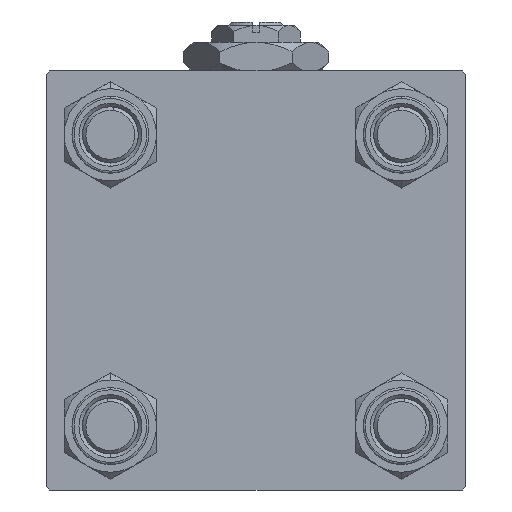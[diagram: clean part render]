
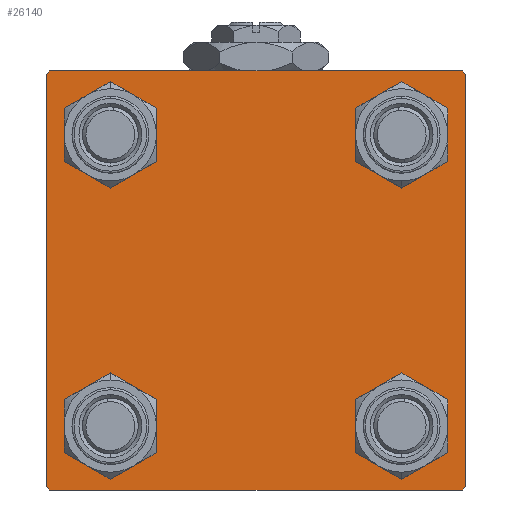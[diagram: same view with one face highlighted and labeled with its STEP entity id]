
A CAD part, left-side view. The second image highlights one B-rep face of the part: STEP entity #26140.
In plain terms, the highlighted planar face has unit normal (-1, 0, 0).
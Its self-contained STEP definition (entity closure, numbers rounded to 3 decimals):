
#712 = CIRCLE ( 'NONE', #30054, 4.5 ) ;
#1701 = CARTESIAN_POINT ( 'NONE',  ( 0., 30., 30. ) ) ;
#2136 = CIRCLE ( 'NONE', #46619, 4.5 ) ;
#2259 = CARTESIAN_POINT ( 'NONE',  ( 0., 29.5, -30. ) ) ;
#2301 = DIRECTION ( 'NONE',  ( 0., -1., 0. ) ) ;
#2345 = FACE_BOUND ( 'NONE', #12157, .T. ) ;
#3019 = EDGE_CURVE ( 'NONE', #33283, #9541, #34169, .T. ) ;
#3466 = EDGE_LOOP ( 'NONE', ( #14456, #12440 ) ) ;
#3704 = DIRECTION ( 'NONE',  ( 0., 0., 1. ) ) ;
#3811 = CARTESIAN_POINT ( 'NONE',  ( 0., -29.75, -29.75 ) ) ;
#4100 = ORIENTED_EDGE ( 'NONE', *, *, #29311, .T. ) ;
#4282 = VECTOR ( 'NONE', #35686, 1000. ) ;
#4646 = CIRCLE ( 'NONE', #9665, 4.5 ) ;
#4713 = ORIENTED_EDGE ( 'NONE', *, *, #26029, .T. ) ;
#4775 = ORIENTED_EDGE ( 'NONE', *, *, #26387, .T. ) ;
#5368 = ORIENTED_EDGE ( 'NONE', *, *, #43908, .F. ) ;
#5387 = LINE ( 'NONE', #1701, #28224 ) ;
#5511 = FACE_BOUND ( 'NONE', #6096, .T. ) ;
#5703 = LINE ( 'NONE', #17773, #43619 ) ;
#6045 = CARTESIAN_POINT ( 'NONE',  ( 0., -20.85, 25.35 ) ) ;
#6096 = EDGE_LOOP ( 'NONE', ( #24481, #11042 ) ) ;
#6236 = ORIENTED_EDGE ( 'NONE', *, *, #35976, .T. ) ;
#6811 = EDGE_CURVE ( 'NONE', #16721, #22334, #2136, .T. ) ;
#6814 = ORIENTED_EDGE ( 'NONE', *, *, #29021, .T. ) ;
#6969 = DIRECTION ( 'NONE',  ( 0., -0.707, 0.707 ) ) ;
#7217 = DIRECTION ( 'NONE',  ( 1., 0., 0. ) ) ;
#7624 = AXIS2_PLACEMENT_3D ( 'NONE', #12635, #28136, #28660 ) ;
#7844 = DIRECTION ( 'NONE',  ( 1., 0., 0. ) ) ;
#8525 = DIRECTION ( 'NONE',  ( 0., 0., 1. ) ) ;
#8530 = EDGE_CURVE ( 'NONE', #16240, #14589, #5387, .T. ) ;
#8566 = VECTOR ( 'NONE', #9611, 1000. ) ;
#8858 = VERTEX_POINT ( 'NONE', #15010 ) ;
#8892 = CARTESIAN_POINT ( 'NONE',  ( 0., 29.75, -29.75 ) ) ;
#9541 = VERTEX_POINT ( 'NONE', #39313 ) ;
#9611 = DIRECTION ( 'NONE',  ( 0., 0.707, -0.707 ) ) ;
#9665 = AXIS2_PLACEMENT_3D ( 'NONE', #43640, #51534, #3704 ) ;
#9973 = EDGE_CURVE ( 'NONE', #15800, #31324, #21548, .T. ) ;
#9977 = FACE_BOUND ( 'NONE', #3466, .T. ) ;
#10066 = CARTESIAN_POINT ( 'NONE',  ( 0., 20.85, 25.35 ) ) ;
#10401 = CARTESIAN_POINT ( 'NONE',  ( 0., -20.85, -20.85 ) ) ;
#10947 = AXIS2_PLACEMENT_3D ( 'NONE', #33856, #17845, #49901 ) ;
#11042 = ORIENTED_EDGE ( 'NONE', *, *, #51997, .T. ) ;
#11069 = EDGE_LOOP ( 'NONE', ( #48223, #4775, #6814, #17351, #5368, #13983, #35167, #4100 ) ) ;
#11944 = EDGE_CURVE ( 'NONE', #9541, #33283, #28220, .T. ) ;
#12157 = EDGE_LOOP ( 'NONE', ( #4713, #23389 ) ) ;
#12440 = ORIENTED_EDGE ( 'NONE', *, *, #3019, .T. ) ;
#12566 = CARTESIAN_POINT ( 'NONE',  ( 0., -20.85, 20.85 ) ) ;
#12635 = CARTESIAN_POINT ( 'NONE',  ( 0., 20.85, 20.85 ) ) ;
#12639 = DIRECTION ( 'NONE',  ( 0., 0., 1. ) ) ;
#13449 = CARTESIAN_POINT ( 'NONE',  ( 0., -30., 29.5 ) ) ;
#13646 = FACE_OUTER_BOUND ( 'NONE', #11069, .T. ) ;
#13675 = CIRCLE ( 'NONE', #19533, 4.5 ) ;
#13983 = ORIENTED_EDGE ( 'NONE', *, *, #24498, .T. ) ;
#14456 = ORIENTED_EDGE ( 'NONE', *, *, #11944, .T. ) ;
#14589 = VERTEX_POINT ( 'NONE', #39879 ) ;
#14925 = DIRECTION ( 'NONE',  ( 1., 0., 0. ) ) ;
#15010 = CARTESIAN_POINT ( 'NONE',  ( 0., -29.5, -30. ) ) ;
#15800 = VERTEX_POINT ( 'NONE', #48882 ) ;
#16240 = VERTEX_POINT ( 'NONE', #31179 ) ;
#16420 = AXIS2_PLACEMENT_3D ( 'NONE', #51541, #32080, #12639 ) ;
#16721 = VERTEX_POINT ( 'NONE', #6045 ) ;
#17351 = ORIENTED_EDGE ( 'NONE', *, *, #49025, .T. ) ;
#17773 = CARTESIAN_POINT ( 'NONE',  ( 0., -29.75, 29.75 ) ) ;
#17845 = DIRECTION ( 'NONE',  ( -1., 0., 0. ) ) ;
#17856 = DIRECTION ( 'NONE',  ( 0., 0., -1. ) ) ;
#18422 = DIRECTION ( 'NONE',  ( 0., 0., -1. ) ) ;
#18771 = DIRECTION ( 'NONE',  ( 0., 0., 1. ) ) ;
#19126 = DIRECTION ( 'NONE',  ( 0., 0., 1. ) ) ;
#19390 = CARTESIAN_POINT ( 'NONE',  ( 0., 20.85, -25.35 ) ) ;
#19533 = AXIS2_PLACEMENT_3D ( 'NONE', #50405, #14925, #19126 ) ;
#20082 = VERTEX_POINT ( 'NONE', #13449 ) ;
#21548 = LINE ( 'NONE', #48888, #41539 ) ;
#21725 = DIRECTION ( 'NONE',  ( 0., 0.707, 0.707 ) ) ;
#22334 = VERTEX_POINT ( 'NONE', #32847 ) ;
#23389 = ORIENTED_EDGE ( 'NONE', *, *, #44839, .T. ) ;
#23485 = DIRECTION ( 'NONE',  ( 0., -1., 0. ) ) ;
#24481 = ORIENTED_EDGE ( 'NONE', *, *, #6811, .T. ) ;
#24498 = EDGE_CURVE ( 'NONE', #20082, #14589, #5703, .T. ) ;
#25615 = CARTESIAN_POINT ( 'NONE',  ( 0., 29.75, 29.75 ) ) ;
#25631 = DIRECTION ( 'NONE',  ( 0., 0., 1. ) ) ;
#25810 = AXIS2_PLACEMENT_3D ( 'NONE', #38479, #7217, #18771 ) ;
#26029 = EDGE_CURVE ( 'NONE', #48110, #33152, #36120, .T. ) ;
#26140 = ADVANCED_FACE ( 'NONE', ( #5511, #9977, #50161, #2345, #13646 ), #49137, .T. ) ;
#26387 = EDGE_CURVE ( 'NONE', #31324, #33392, #44870, .T. ) ;
#28136 = DIRECTION ( 'NONE',  ( 1., 0., 0. ) ) ;
#28220 = CIRCLE ( 'NONE', #42452, 4.5 ) ;
#28224 = VECTOR ( 'NONE', #23485, 1000. ) ;
#28660 = DIRECTION ( 'NONE',  ( 0., 0., 1. ) ) ;
#29021 = EDGE_CURVE ( 'NONE', #33392, #8858, #34340, .T. ) ;
#29311 = EDGE_CURVE ( 'NONE', #16240, #15800, #29568, .T. ) ;
#29568 = LINE ( 'NONE', #25615, #8566 ) ;
#30054 = AXIS2_PLACEMENT_3D ( 'NONE', #31907, #36104, #8525 ) ;
#30252 = LINE ( 'NONE', #51007, #42351 ) ;
#30661 = CIRCLE ( 'NONE', #16420, 4.5 ) ;
#31179 = CARTESIAN_POINT ( 'NONE',  ( 0., 29.5, 30. ) ) ;
#31324 = VERTEX_POINT ( 'NONE', #45674 ) ;
#31907 = CARTESIAN_POINT ( 'NONE',  ( 0., -20.85, 20.85 ) ) ;
#32080 = DIRECTION ( 'NONE',  ( 1., 0., 0. ) ) ;
#32332 = ORIENTED_EDGE ( 'NONE', *, *, #43976, .T. ) ;
#32847 = CARTESIAN_POINT ( 'NONE',  ( 0., -20.85, 16.35 ) ) ;
#32880 = VECTOR ( 'NONE', #2301, 1000. ) ;
#33152 = VERTEX_POINT ( 'NONE', #37786 ) ;
#33283 = VERTEX_POINT ( 'NONE', #47236 ) ;
#33392 = VERTEX_POINT ( 'NONE', #2259 ) ;
#33856 = CARTESIAN_POINT ( 'NONE',  ( 0., 0., 0. ) ) ;
#34169 = CIRCLE ( 'NONE', #25810, 4.5 ) ;
#34340 = LINE ( 'NONE', #50640, #32880 ) ;
#35167 = ORIENTED_EDGE ( 'NONE', *, *, #8530, .F. ) ;
#35686 = DIRECTION ( 'NONE',  ( 0., -0.707, -0.707 ) ) ;
#35976 = EDGE_CURVE ( 'NONE', #36090, #49072, #13675, .T. ) ;
#36090 = VERTEX_POINT ( 'NONE', #19390 ) ;
#36104 = DIRECTION ( 'NONE',  ( 1., 0., 0. ) ) ;
#36120 = CIRCLE ( 'NONE', #7624, 4.5 ) ;
#37456 = DIRECTION ( 'NONE',  ( 1., 0., 0. ) ) ;
#37786 = CARTESIAN_POINT ( 'NONE',  ( 0., 20.85, 16.35 ) ) ;
#38479 = CARTESIAN_POINT ( 'NONE',  ( 0., -20.85, -20.85 ) ) ;
#39313 = CARTESIAN_POINT ( 'NONE',  ( 0., -20.85, -16.35 ) ) ;
#39879 = CARTESIAN_POINT ( 'NONE',  ( 0., -29.5, 30. ) ) ;
#40147 = DIRECTION ( 'NONE',  ( 0., 0., 1. ) ) ;
#41539 = VECTOR ( 'NONE', #17856, 1000. ) ;
#42351 = VECTOR ( 'NONE', #18422, 1000. ) ;
#42452 = AXIS2_PLACEMENT_3D ( 'NONE', #10401, #37456, #25631 ) ;
#42953 = LINE ( 'NONE', #3811, #50091 ) ;
#43619 = VECTOR ( 'NONE', #21725, 1000. ) ;
#43640 = CARTESIAN_POINT ( 'NONE',  ( 0., 20.85, -20.85 ) ) ;
#43908 = EDGE_CURVE ( 'NONE', #20082, #49666, #30252, .T. ) ;
#43976 = EDGE_CURVE ( 'NONE', #49072, #36090, #4646, .T. ) ;
#44839 = EDGE_CURVE ( 'NONE', #33152, #48110, #30661, .T. ) ;
#44870 = LINE ( 'NONE', #8892, #4282 ) ;
#45674 = CARTESIAN_POINT ( 'NONE',  ( 0., 30., -29.5 ) ) ;
#46053 = EDGE_LOOP ( 'NONE', ( #32332, #6236 ) ) ;
#46619 = AXIS2_PLACEMENT_3D ( 'NONE', #12566, #7844, #40147 ) ;
#47236 = CARTESIAN_POINT ( 'NONE',  ( 0., -20.85, -25.35 ) ) ;
#48110 = VERTEX_POINT ( 'NONE', #10066 ) ;
#48223 = ORIENTED_EDGE ( 'NONE', *, *, #9973, .T. ) ;
#48853 = CARTESIAN_POINT ( 'NONE',  ( 0., -30., -29.5 ) ) ;
#48882 = CARTESIAN_POINT ( 'NONE',  ( 0., 30., 29.5 ) ) ;
#48888 = CARTESIAN_POINT ( 'NONE',  ( 0., 30., 30. ) ) ;
#49025 = EDGE_CURVE ( 'NONE', #8858, #49666, #42953, .T. ) ;
#49072 = VERTEX_POINT ( 'NONE', #49235 ) ;
#49137 = PLANE ( 'NONE',  #10947 ) ;
#49235 = CARTESIAN_POINT ( 'NONE',  ( 0., 20.85, -16.35 ) ) ;
#49666 = VERTEX_POINT ( 'NONE', #48853 ) ;
#49901 = DIRECTION ( 'NONE',  ( 0., 0., 1. ) ) ;
#50091 = VECTOR ( 'NONE', #6969, 1000. ) ;
#50161 = FACE_BOUND ( 'NONE', #46053, .T. ) ;
#50405 = CARTESIAN_POINT ( 'NONE',  ( 0., 20.85, -20.85 ) ) ;
#50640 = CARTESIAN_POINT ( 'NONE',  ( 0., 30., -30. ) ) ;
#51007 = CARTESIAN_POINT ( 'NONE',  ( 0., -30., 30. ) ) ;
#51534 = DIRECTION ( 'NONE',  ( 1., 0., 0. ) ) ;
#51541 = CARTESIAN_POINT ( 'NONE',  ( 0., 20.85, 20.85 ) ) ;
#51997 = EDGE_CURVE ( 'NONE', #22334, #16721, #712, .T. ) ;
